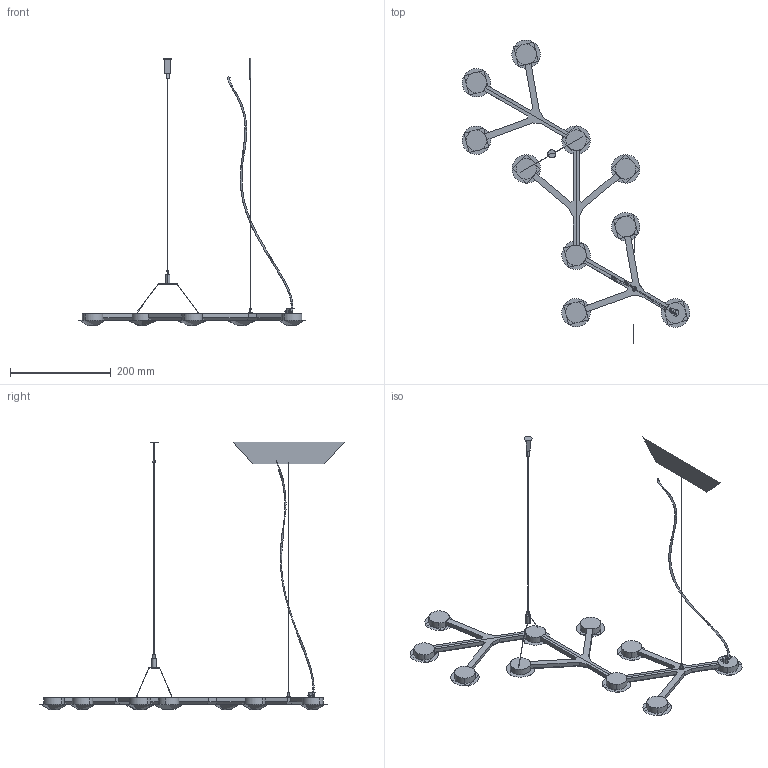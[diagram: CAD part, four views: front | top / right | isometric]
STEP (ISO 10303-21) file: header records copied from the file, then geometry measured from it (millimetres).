
FILE_DESCRIPTION(/* description */ (''),/* implementation_level */ '2;1');
FILE_NAME(/* name */ 'LedNetLineSospensione_3D',/* time_stamp */ '2011-10-12T15:13:39+02:00',/* author */ (''),/* organization */ (''),/* preprocessor_version */ 'ST-DEVELOPER v10',/* originating_system */ '',/* authorisation */ '');
FILE_SCHEMA (('CONFIG_CONTROL_DESIGN'));
Length unit declared in the file: millimetre
Products named in the file (1): 1
Bounding box: 451.65 x 604.35 x 531.4 mm (x, y, z)
Volume: 1494366.2 mm3; surface area: 297764.8 mm2
Topology: 28 solids, 71 shells, 459 faces, 1523 edges, 1130 vertices
Faces by surface type: bspline 459
Entity records: 20355 total; most frequent: CARTESIAN_POINT 12974, ORIENTED_EDGE 2465, EDGE_CURVE 1426, VERTEX_POINT 1049, B_SPLINE_CURVE_WITH_KNOTS 559, EDGE_LOOP 465, ADVANCED_FACE 459, FACE_OUTER_BOUND 459
